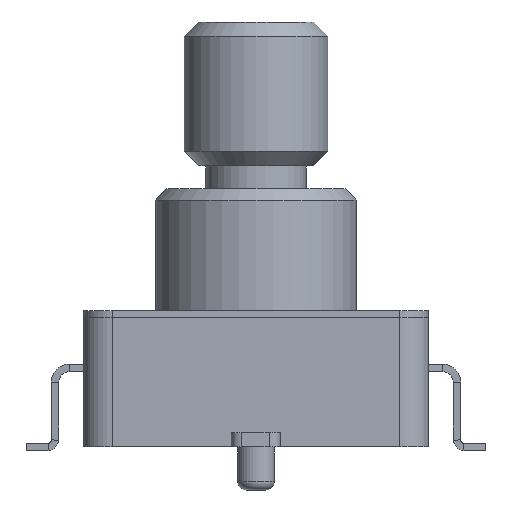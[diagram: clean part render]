
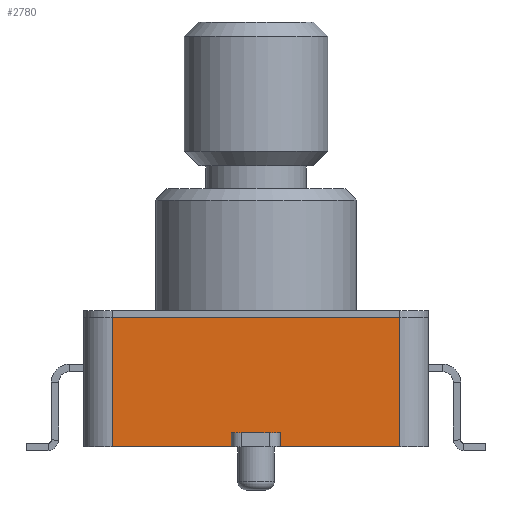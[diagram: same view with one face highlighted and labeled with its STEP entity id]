
A CAD part, left-side view. The second image highlights one B-rep face of the part: STEP entity #2780.
In plain terms, the highlighted planar face has unit normal (-1, 0, 0).
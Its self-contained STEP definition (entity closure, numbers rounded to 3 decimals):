
#2517 = EDGE_CURVE('',#2518,#2520,#2522,.T.);
#2518 = VERTEX_POINT('',#2519);
#2519 = CARTESIAN_POINT('',(-6.,5.,0.));
#2520 = VERTEX_POINT('',#2521);
#2521 = CARTESIAN_POINT('',(-6.,5.,4.5));
#2522 = SURFACE_CURVE('',#2523,(#2527,#2539),.PCURVE_S1.);
#2523 = LINE('',#2524,#2525);
#2524 = CARTESIAN_POINT('',(-6.,5.,0.));
#2525 = VECTOR('',#2526,1.);
#2526 = DIRECTION('',(0.,0.,1.));
#2527 = PCURVE('',#2528,#2533);
#2528 = PLANE('',#2529);
#2529 = AXIS2_PLACEMENT_3D('',#2530,#2531,#2532);
#2530 = CARTESIAN_POINT('',(-6.,5.,0.));
#2531 = DIRECTION('',(0.,1.,0.));
#2532 = DIRECTION('',(1.,0.,0.));
#2533 = DEFINITIONAL_REPRESENTATION('',(#2534),#2538);
#2534 = LINE('',#2535,#2536);
#2535 = CARTESIAN_POINT('',(0.,0.));
#2536 = VECTOR('',#2537,1.);
#2537 = DIRECTION('',(0.,-1.));
#2538 = ( GEOMETRIC_REPRESENTATION_CONTEXT(2) 
PARAMETRIC_REPRESENTATION_CONTEXT() REPRESENTATION_CONTEXT('2D SPACE',''
  ) );
#2539 = PCURVE('',#2540,#2545);
#2540 = PLANE('',#2541);
#2541 = AXIS2_PLACEMENT_3D('',#2542,#2543,#2544);
#2542 = CARTESIAN_POINT('',(-6.,-5.,0.));
#2543 = DIRECTION('',(-1.,0.,0.));
#2544 = DIRECTION('',(0.,1.,0.));
#2545 = DEFINITIONAL_REPRESENTATION('',(#2546),#2550);
#2546 = LINE('',#2547,#2548);
#2547 = CARTESIAN_POINT('',(10.,0.));
#2548 = VECTOR('',#2549,1.);
#2549 = DIRECTION('',(0.,-1.));
#2550 = ( GEOMETRIC_REPRESENTATION_CONTEXT(2) 
PARAMETRIC_REPRESENTATION_CONTEXT() REPRESENTATION_CONTEXT('2D SPACE',''
  ) );
#2568 = PLANE('',#2569);
#2569 = AXIS2_PLACEMENT_3D('',#2570,#2571,#2572);
#2570 = CARTESIAN_POINT('',(-5.875,0.,4.5));
#2571 = DIRECTION('',(-0.,-0.,-1.));
#2572 = DIRECTION('',(-1.,0.,0.));
#2622 = PLANE('',#2623);
#2623 = AXIS2_PLACEMENT_3D('',#2624,#2625,#2626);
#2624 = CARTESIAN_POINT('',(-5.875,0.,0.));
#2625 = DIRECTION('',(-0.,-0.,-1.));
#2626 = DIRECTION('',(-1.,0.,0.));
#2677 = PLANE('',#2678);
#2678 = AXIS2_PLACEMENT_3D('',#2679,#2680,#2681);
#2679 = CARTESIAN_POINT('',(-5.75,-5.,0.));
#2680 = DIRECTION('',(0.,-1.,0.));
#2681 = DIRECTION('',(-1.,0.,0.));
#2715 = VERTEX_POINT('',#2716);
#2716 = CARTESIAN_POINT('',(-6.,-5.,4.5));
#2737 = EDGE_CURVE('',#2738,#2715,#2740,.T.);
#2738 = VERTEX_POINT('',#2739);
#2739 = CARTESIAN_POINT('',(-6.,-5.,0.));
#2740 = SURFACE_CURVE('',#2741,(#2745,#2752),.PCURVE_S1.);
#2741 = LINE('',#2742,#2743);
#2742 = CARTESIAN_POINT('',(-6.,-5.,0.));
#2743 = VECTOR('',#2744,1.);
#2744 = DIRECTION('',(0.,0.,1.));
#2745 = PCURVE('',#2677,#2746);
#2746 = DEFINITIONAL_REPRESENTATION('',(#2747),#2751);
#2747 = LINE('',#2748,#2749);
#2748 = CARTESIAN_POINT('',(0.25,0.));
#2749 = VECTOR('',#2750,1.);
#2750 = DIRECTION('',(0.,-1.));
#2751 = ( GEOMETRIC_REPRESENTATION_CONTEXT(2) 
PARAMETRIC_REPRESENTATION_CONTEXT() REPRESENTATION_CONTEXT('2D SPACE',''
  ) );
#2752 = PCURVE('',#2540,#2753);
#2753 = DEFINITIONAL_REPRESENTATION('',(#2754),#2758);
#2754 = LINE('',#2755,#2756);
#2755 = CARTESIAN_POINT('',(0.,0.));
#2756 = VECTOR('',#2757,1.);
#2757 = DIRECTION('',(0.,-1.));
#2758 = ( GEOMETRIC_REPRESENTATION_CONTEXT(2) 
PARAMETRIC_REPRESENTATION_CONTEXT() REPRESENTATION_CONTEXT('2D SPACE',''
  ) );
#2780 = ADVANCED_FACE('',(#2781),#2540,.T.);
#2781 = FACE_BOUND('',#2782,.T.);
#2782 = EDGE_LOOP('',(#2783,#2784,#2805,#2806));
#2783 = ORIENTED_EDGE('',*,*,#2737,.T.);
#2784 = ORIENTED_EDGE('',*,*,#2785,.T.);
#2785 = EDGE_CURVE('',#2715,#2520,#2786,.T.);
#2786 = SURFACE_CURVE('',#2787,(#2791,#2798),.PCURVE_S1.);
#2787 = LINE('',#2788,#2789);
#2788 = CARTESIAN_POINT('',(-6.,-5.,4.5));
#2789 = VECTOR('',#2790,1.);
#2790 = DIRECTION('',(0.,1.,0.));
#2791 = PCURVE('',#2540,#2792);
#2792 = DEFINITIONAL_REPRESENTATION('',(#2793),#2797);
#2793 = LINE('',#2794,#2795);
#2794 = CARTESIAN_POINT('',(0.,-4.5));
#2795 = VECTOR('',#2796,1.);
#2796 = DIRECTION('',(1.,0.));
#2797 = ( GEOMETRIC_REPRESENTATION_CONTEXT(2) 
PARAMETRIC_REPRESENTATION_CONTEXT() REPRESENTATION_CONTEXT('2D SPACE',''
  ) );
#2798 = PCURVE('',#2568,#2799);
#2799 = DEFINITIONAL_REPRESENTATION('',(#2800),#2804);
#2800 = LINE('',#2801,#2802);
#2801 = CARTESIAN_POINT('',(0.125,-5.));
#2802 = VECTOR('',#2803,1.);
#2803 = DIRECTION('',(0.,1.));
#2804 = ( GEOMETRIC_REPRESENTATION_CONTEXT(2) 
PARAMETRIC_REPRESENTATION_CONTEXT() REPRESENTATION_CONTEXT('2D SPACE',''
  ) );
#2805 = ORIENTED_EDGE('',*,*,#2517,.F.);
#2806 = ORIENTED_EDGE('',*,*,#2807,.F.);
#2807 = EDGE_CURVE('',#2738,#2518,#2808,.T.);
#2808 = SURFACE_CURVE('',#2809,(#2813,#2820),.PCURVE_S1.);
#2809 = LINE('',#2810,#2811);
#2810 = CARTESIAN_POINT('',(-6.,-5.,0.));
#2811 = VECTOR('',#2812,1.);
#2812 = DIRECTION('',(0.,1.,0.));
#2813 = PCURVE('',#2540,#2814);
#2814 = DEFINITIONAL_REPRESENTATION('',(#2815),#2819);
#2815 = LINE('',#2816,#2817);
#2816 = CARTESIAN_POINT('',(0.,0.));
#2817 = VECTOR('',#2818,1.);
#2818 = DIRECTION('',(1.,0.));
#2819 = ( GEOMETRIC_REPRESENTATION_CONTEXT(2) 
PARAMETRIC_REPRESENTATION_CONTEXT() REPRESENTATION_CONTEXT('2D SPACE',''
  ) );
#2820 = PCURVE('',#2622,#2821);
#2821 = DEFINITIONAL_REPRESENTATION('',(#2822),#2826);
#2822 = LINE('',#2823,#2824);
#2823 = CARTESIAN_POINT('',(0.125,-5.));
#2824 = VECTOR('',#2825,1.);
#2825 = DIRECTION('',(0.,1.));
#2826 = ( GEOMETRIC_REPRESENTATION_CONTEXT(2) 
PARAMETRIC_REPRESENTATION_CONTEXT() REPRESENTATION_CONTEXT('2D SPACE',''
  ) );
